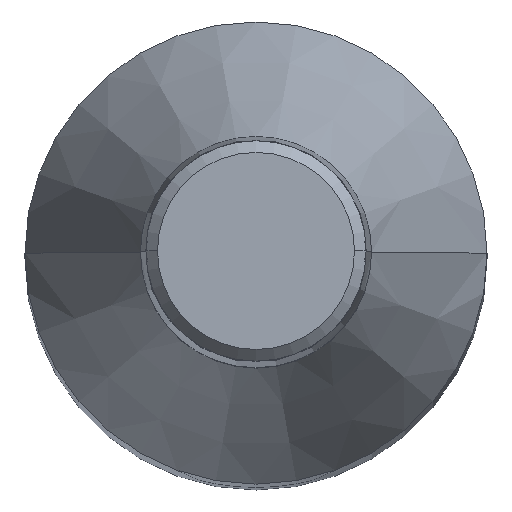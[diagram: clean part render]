
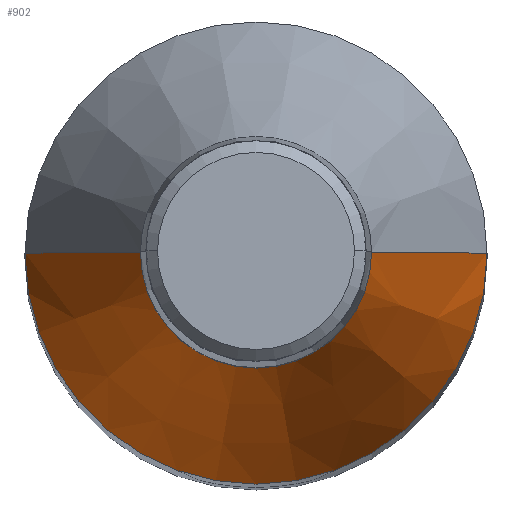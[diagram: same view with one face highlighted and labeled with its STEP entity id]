
A CAD part, top view. The second image highlights one B-rep face of the part: STEP entity #902.
In plain terms, the highlighted conical face has half-angle 21.801 degrees and reference radius 4 mm.
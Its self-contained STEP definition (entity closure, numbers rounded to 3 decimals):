
#19 = CARTESIAN_POINT ( 'NONE',  ( -4., 0., -21. ) ) ;
#59 = AXIS2_PLACEMENT_3D ( 'NONE', #559, #367, #638 ) ;
#80 = CONICAL_SURFACE ( 'NONE', #626, 4., 0.381 ) ;
#103 = DIRECTION ( 'NONE',  ( 0., 0., -1. ) ) ;
#106 = DIRECTION ( 'NONE',  ( 0., 0., -1. ) ) ;
#118 = DIRECTION ( 'NONE',  ( 0.371, 0., -0.928 ) ) ;
#148 = EDGE_CURVE ( 'NONE', #213, #687, #653, .T. ) ;
#161 = VECTOR ( 'NONE', #118, 1000. ) ;
#170 = DIRECTION ( 'NONE',  ( -1., 0., 0. ) ) ;
#199 = ORIENTED_EDGE ( 'NONE', *, *, #261, .T. ) ;
#211 = CARTESIAN_POINT ( 'NONE',  ( -4., 0., -21. ) ) ;
#213 = VERTEX_POINT ( 'NONE', #745 ) ;
#216 = AXIS2_PLACEMENT_3D ( 'NONE', #456, #103, #170 ) ;
#261 = EDGE_CURVE ( 'NONE', #758, #213, #825, .T. ) ;
#324 = FACE_OUTER_BOUND ( 'NONE', #827, .T. ) ;
#347 = EDGE_CURVE ( 'NONE', #758, #741, #624, .T. ) ;
#367 = DIRECTION ( 'NONE',  ( 0., 0., -1. ) ) ;
#456 = CARTESIAN_POINT ( 'NONE',  ( 0., 0., -16. ) ) ;
#475 = CARTESIAN_POINT ( 'NONE',  ( 4., 0., -21. ) ) ;
#495 = CARTESIAN_POINT ( 'NONE',  ( 2., 0., -16. ) ) ;
#499 = ORIENTED_EDGE ( 'NONE', *, *, #565, .F. ) ;
#505 = CARTESIAN_POINT ( 'NONE',  ( 4., 0., -21. ) ) ;
#559 = CARTESIAN_POINT ( 'NONE',  ( 0., 0., -21. ) ) ;
#565 = EDGE_CURVE ( 'NONE', #741, #687, #881, .T. ) ;
#598 = DIRECTION ( 'NONE',  ( -1., 0., 0. ) ) ;
#624 = LINE ( 'NONE', #475, #161 ) ;
#626 = AXIS2_PLACEMENT_3D ( 'NONE', #743, #106, #598 ) ;
#633 = VECTOR ( 'NONE', #788, 1000. ) ;
#638 = DIRECTION ( 'NONE',  ( -1., 0., 0. ) ) ;
#653 = LINE ( 'NONE', #211, #633 ) ;
#663 = ORIENTED_EDGE ( 'NONE', *, *, #347, .F. ) ;
#687 = VERTEX_POINT ( 'NONE', #19 ) ;
#741 = VERTEX_POINT ( 'NONE', #505 ) ;
#743 = CARTESIAN_POINT ( 'NONE',  ( 0., 0., -21. ) ) ;
#745 = CARTESIAN_POINT ( 'NONE',  ( -2., 0., -16. ) ) ;
#758 = VERTEX_POINT ( 'NONE', #495 ) ;
#788 = DIRECTION ( 'NONE',  ( -0.371, 0., -0.928 ) ) ;
#825 = CIRCLE ( 'NONE', #216, 2. ) ;
#827 = EDGE_LOOP ( 'NONE', ( #663, #199, #832, #499 ) ) ;
#832 = ORIENTED_EDGE ( 'NONE', *, *, #148, .T. ) ;
#881 = CIRCLE ( 'NONE', #59, 4. ) ;
#902 = ADVANCED_FACE ( 'NONE', ( #324 ), #80, .T. ) ;
